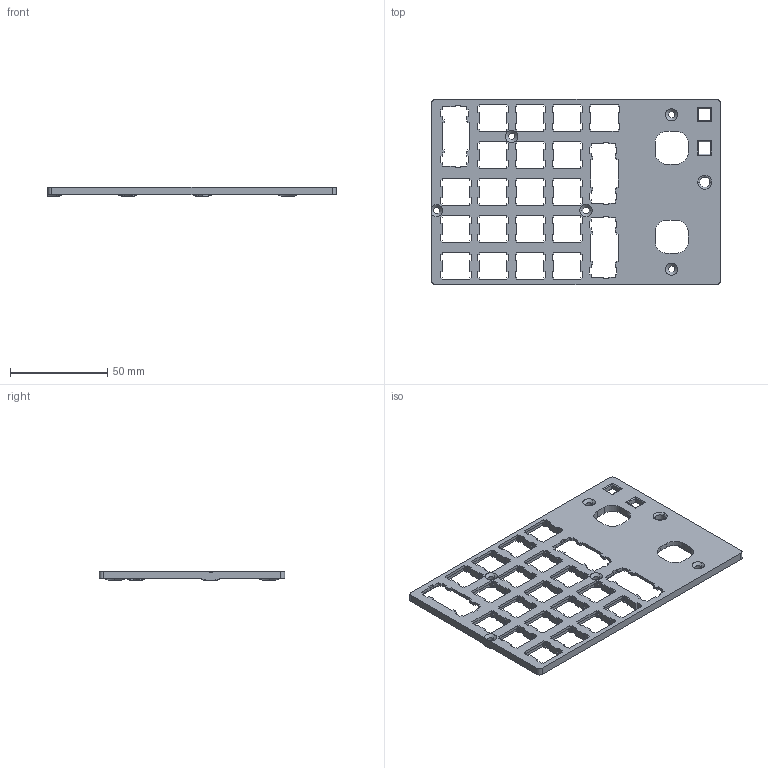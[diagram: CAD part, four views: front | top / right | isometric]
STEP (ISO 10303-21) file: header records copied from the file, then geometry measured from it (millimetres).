
FILE_DESCRIPTION (( 'STEP AP214' ), '1' );
FILE_NAME ('Part1.STEP', '2025-10-07T13:45:56', ( '' ), ( '' ), 'SwSTEP 2.0', 'SolidWorks 2025', '' );
FILE_SCHEMA (( 'AUTOMOTIVE_DESIGN' ));
Length unit declared in the file: millimetre
Products named in the file (1): Part1
Bounding box: 148.25 x 95.25 x 5 mm (x, y, z)
Volume: 29394.3 mm3; surface area: 25707.9 mm2
Topology: 1 solids, 1 shells, 748 faces, 2212 edges, 1454 vertices
Faces by surface type: plane 659, cylinder 57, torus 14, cone 10, bspline 8
Entity records: 33182 total; most frequent: CARTESIAN_POINT 4965, ORIENTED_EDGE 4408, DIRECTION 3753, EDGE_CURVE 2204, LINE 1981, VECTOR 1981, VERTEX_POINT 1454, AXIS2_PLACEMENT_3D 886
